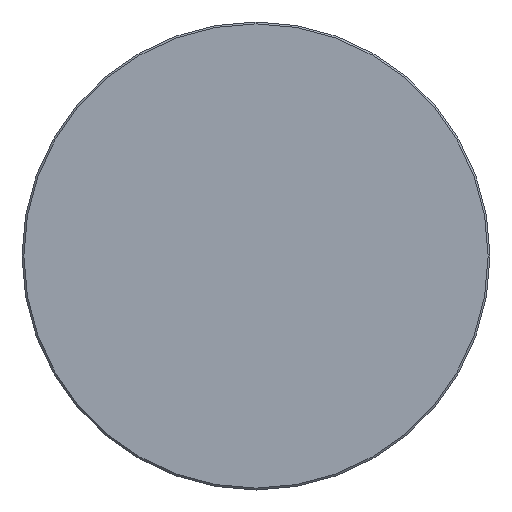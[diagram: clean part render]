
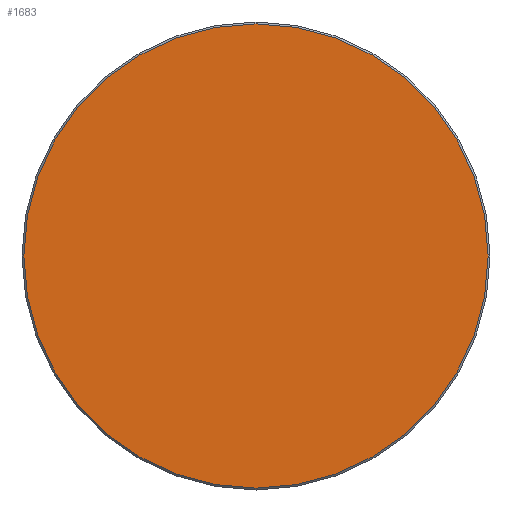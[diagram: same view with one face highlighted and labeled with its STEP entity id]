
A CAD part, front view. The second image highlights one B-rep face of the part: STEP entity #1683.
In plain terms, the highlighted planar face has unit normal (0, -1, 0).
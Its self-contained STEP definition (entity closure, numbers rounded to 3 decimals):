
#355 = EDGE_LOOP ( 'NONE', ( #770, #2732 ) ) ;
#638 = AXIS2_PLACEMENT_3D ( 'NONE', #5058, #6102, #1159 ) ;
#770 = ORIENTED_EDGE ( 'NONE', *, *, #4722, .T. ) ;
#902 = VERTEX_POINT ( 'NONE', #3638 ) ;
#914 = EDGE_CURVE ( 'NONE', #902, #4232, #2327, .T. ) ;
#934 = DIRECTION ( 'NONE',  ( 0., -1., 0. ) ) ;
#1159 = DIRECTION ( 'NONE',  ( -1., 0., 0. ) ) ;
#1208 = CIRCLE ( 'NONE', #3864, 61.574 ) ;
#1497 = CARTESIAN_POINT ( 'NONE',  ( 0., 0., 0. ) ) ;
#1683 = ADVANCED_FACE ( 'NONE', ( #4458 ), #2790, .T. ) ;
#2327 = CIRCLE ( 'NONE', #3264, 61.574 ) ;
#2732 = ORIENTED_EDGE ( 'NONE', *, *, #914, .T. ) ;
#2790 = PLANE ( 'NONE',  #638 ) ;
#3079 = CARTESIAN_POINT ( 'NONE',  ( 0., 0., 61.574 ) ) ;
#3264 = AXIS2_PLACEMENT_3D ( 'NONE', #1497, #934, #6373 ) ;
#3284 = DIRECTION ( 'NONE',  ( 0., 0., 1. ) ) ;
#3638 = CARTESIAN_POINT ( 'NONE',  ( 0., 0., -61.574 ) ) ;
#3864 = AXIS2_PLACEMENT_3D ( 'NONE', #6528, #3978, #3284 ) ;
#3978 = DIRECTION ( 'NONE',  ( 0., -1., 0. ) ) ;
#4232 = VERTEX_POINT ( 'NONE', #3079 ) ;
#4458 = FACE_OUTER_BOUND ( 'NONE', #355, .T. ) ;
#4722 = EDGE_CURVE ( 'NONE', #4232, #902, #1208, .T. ) ;
#5058 = CARTESIAN_POINT ( 'NONE',  ( 64.037, 0., 64.037 ) ) ;
#6102 = DIRECTION ( 'NONE',  ( 0., -1., 0. ) ) ;
#6373 = DIRECTION ( 'NONE',  ( 0., 0., 1. ) ) ;
#6528 = CARTESIAN_POINT ( 'NONE',  ( 0., 0., 0. ) ) ;
